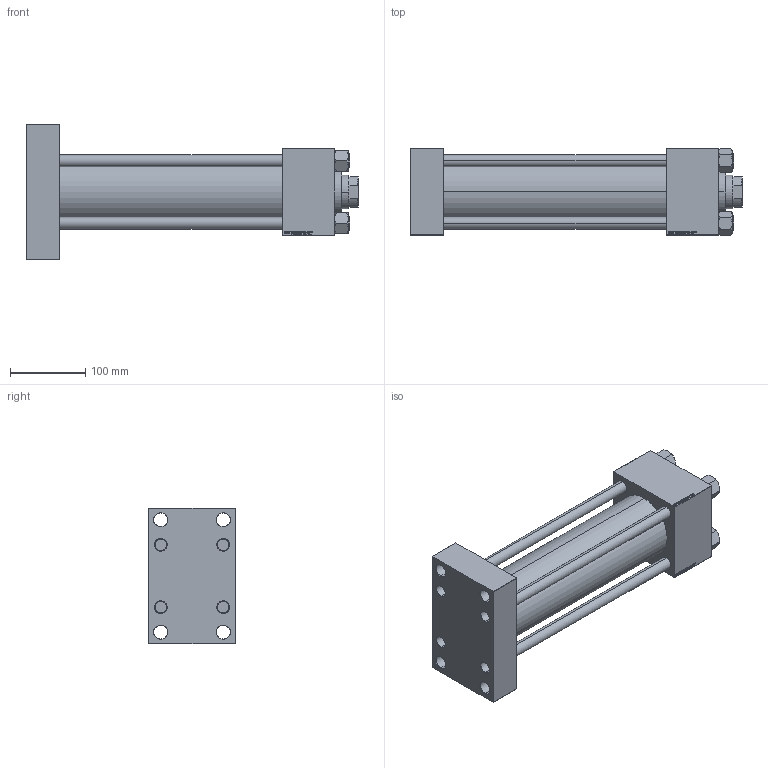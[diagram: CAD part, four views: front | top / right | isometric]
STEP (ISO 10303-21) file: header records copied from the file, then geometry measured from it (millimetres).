
FILE_DESCRIPTION (( 'STEP AP203' ), '1' );
FILE_NAME ('fbe4.STEP', '2023-08-22T18:48:23', ( '' ), ( '' ), 'SwSTEP 2.0', 'SolidWorks 2019', '' );
FILE_SCHEMA (( 'CONFIG_CONTROL_DESIGN' ));
Length unit declared in the file: millimetre
Products named in the file (6): V215CR_VCP_E 3e3a9fc83ceb5dd66c045f1bbf417bb6; V215_VC_A 3e3a9fc83ceb5dd66c045f1bbf417bb6; V215CR_E_Body 3e3a9fc83ceb5dd66c045f1bbf417bb6; V215CR_TYCINKA_E 3e3a9fc83ceb5dd66c045f1bbf417bb6; fbe4; NUT_M5_E 3e3a9fc83ceb5dd66c045f1bbf417bb6
Assembly tree (11 placements, depth 2):
  fbe4
    V215CR_E_Body 3e3a9fc83ceb5dd66c045f1bbf417bb6
    V215CR_VCP_E 3e3a9fc83ceb5dd66c045f1bbf417bb6
    V215CR_TYCINKA_E 3e3a9fc83ceb5dd66c045f1bbf417bb6  x4
    NUT_M5_E 3e3a9fc83ceb5dd66c045f1bbf417bb6  x4
    V215_VC_A 3e3a9fc83ceb5dd66c045f1bbf417bb6
Bounding box: 440 x 115 x 180 mm (x, y, z)
Volume: 2849355.7 mm3; surface area: 513700.2 mm2
Topology: 11 solids, 11 shells, 1185 faces, 3008 edges, 1951 vertices
Faces by surface type: plane 546, bspline 392, cone 152, cylinder 87, torus 8
Entity records: 50448 total; most frequent: CARTESIAN_POINT 27169, ORIENTED_EDGE 5280, DIRECTION 3354, EDGE_CURVE 2640, VERTEX_POINT 1729, VECTOR 1582, LINE 1582, EDGE_LOOP 1163
